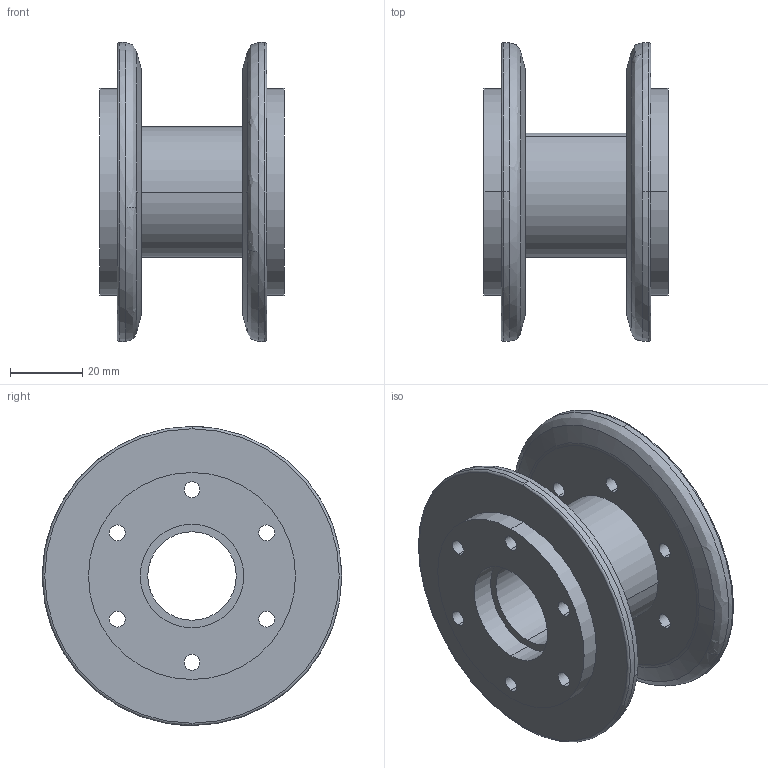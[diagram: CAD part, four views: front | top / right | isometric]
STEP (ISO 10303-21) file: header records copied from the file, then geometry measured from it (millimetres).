
FILE_DESCRIPTION (( 'STEP AP214' ), '1' );
FILE_NAME ('am-3348 Winch Spool for Afterburner.STEP', '2016-01-06T16:44:13', ( '' ), ( '' ), 'SwSTEP 2.0', 'SolidWorks 2014', '' );
FILE_SCHEMA (( 'AUTOMOTIVE_DESIGN' ));
Length unit declared in the file: inch
Products named in the file (1): am-3348 Winch Spool for Afterburner
Bounding box: 50.8 x 82.55 x 82.55 mm (x, y, z)
Volume: 91579.6 mm3; surface area: 30973.6 mm2
Topology: 1 solids, 1 shells, 69 faces, 175 edges, 114 vertices
Faces by surface type: cylinder 44, plane 9, torus 8, bspline 4, cone 4
Entity records: 3559 total; most frequent: CARTESIAN_POINT 1743, DIRECTION 395, ORIENTED_EDGE 350, EDGE_CURVE 175, AXIS2_PLACEMENT_3D 172, VERTEX_POINT 114, CIRCLE 106, EDGE_LOOP 103
